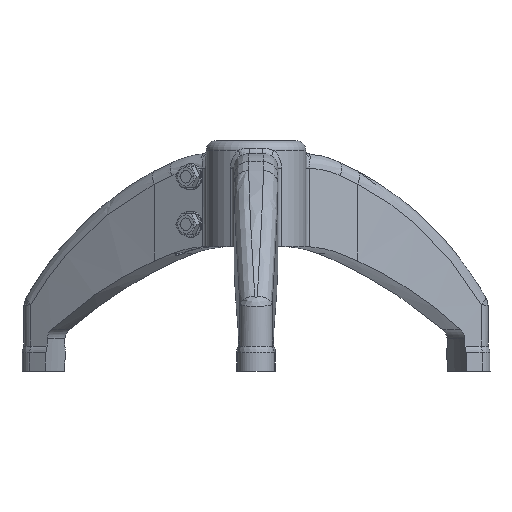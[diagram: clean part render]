
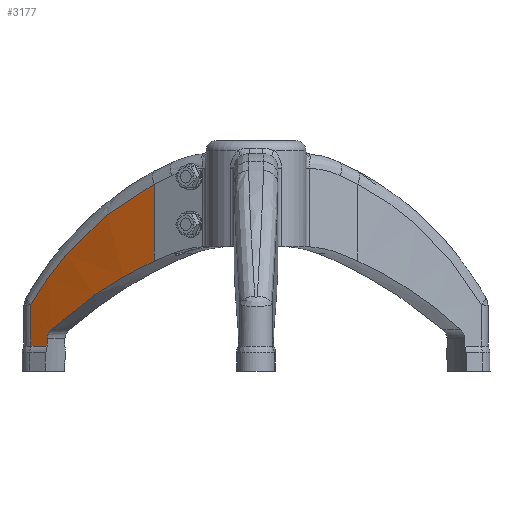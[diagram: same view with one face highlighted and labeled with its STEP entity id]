
A CAD part, front view. The second image highlights one B-rep face of the part: STEP entity #3177.
In plain terms, the highlighted cylindrical face has radius 1500 mm (diameter 3000 mm), a partial arc.
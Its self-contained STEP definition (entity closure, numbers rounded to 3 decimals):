
#198=LINE('',#5841,#320);
#242=LINE('',#9458,#364);
#320=VECTOR('',#3752,1000.);
#364=VECTOR('',#4000,1000.);
#454=CYLINDRICAL_SURFACE('',#3470,1500.);
#570=FACE_OUTER_BOUND('',#770,.T.);
#770=EDGE_LOOP('',(#2582,#2583,#2584,#2585,#2586,#2587,#2588));
#983=CIRCLE('',#3471,1500.);
#1142=B_SPLINE_CURVE_WITH_KNOTS('',3,(#9007,#9008,#9009,#9010,#9011,#9012,
#9013),.UNSPECIFIED.,.F.,.F.,(4,3,4),(36.527,42.46,
47.679),.UNSPECIFIED.);
#1170=B_SPLINE_CURVE_WITH_KNOTS('',3,(#10455,#10456,#10457,#10458,#10459,
#10460,#10461,#10462),.UNSPECIFIED.,.F.,.F.,(4,2,2,4),(0.052,
0.387,0.776,0.916),.UNSPECIFIED.);
#1171=B_SPLINE_CURVE_WITH_KNOTS('',3,(#10463,#10464,#10465,#10466,#10467,
#10468,#10469,#10470,#10471,#10472,#10473,#10474,#10475,#10476,#10477,#10478,
#10479,#10480,#10481,#10482,#10483,#10484,#10485,#10486,#10487,#10488,#10489,
#10490,#10491,#10492,#10493,#10494,#10495,#10496,#10497,#10498,#10499,#10500,
#10501,#10502,#10503,#10504,#10505,#10506,#10507,#10508,#10509,#10510,#10511,
#10512,#10513,#10514,#10515,#10516,#10517,#10518,#10519,#10520,#10521,#10522,
#10523,#10524,#10525,#10526,#10527,#10528,#10529),.UNSPECIFIED.,.F.,.F.,
(4,3,3,3,3,3,3,3,3,3,3,3,3,3,3,3,3,3,3,3,3,3,4),(0.,0.098,0.125,
0.187,0.219,0.234,0.25,
0.34,0.375,0.437,0.469,
0.484,0.492,0.496,0.5,
0.583,0.666,0.687,0.75,0.828,
0.906,0.985,1.),.UNSPECIFIED.);
#1172=B_SPLINE_CURVE_WITH_KNOTS('',3,(#10532,#10533,#10534,#10535),
 .UNSPECIFIED.,.F.,.F.,(4,4),(-13.129,-12.583),
 .UNSPECIFIED.);
#1313=VERTEX_POINT('',#5536);
#1317=VERTEX_POINT('',#5839);
#1411=VERTEX_POINT('',#9001);
#1412=VERTEX_POINT('',#9006);
#1428=VERTEX_POINT('',#9457);
#1438=VERTEX_POINT('',#10454);
#1439=VERTEX_POINT('',#10530);
#1648=EDGE_CURVE('',#1313,#1317,#198,.T.);
#1804=EDGE_CURVE('',#1412,#1411,#1142,.T.);
#1828=EDGE_CURVE('',#1428,#1411,#242,.T.);
#1849=EDGE_CURVE('',#1438,#1412,#1170,.T.);
#1850=EDGE_CURVE('',#1428,#1313,#1171,.T.);
#1851=EDGE_CURVE('',#1317,#1439,#983,.T.);
#1852=EDGE_CURVE('',#1439,#1438,#1172,.T.);
#2582=ORIENTED_EDGE('',*,*,#1849,.T.);
#2583=ORIENTED_EDGE('',*,*,#1804,.T.);
#2584=ORIENTED_EDGE('',*,*,#1828,.F.);
#2585=ORIENTED_EDGE('',*,*,#1850,.T.);
#2586=ORIENTED_EDGE('',*,*,#1648,.T.);
#2587=ORIENTED_EDGE('',*,*,#1851,.T.);
#2588=ORIENTED_EDGE('',*,*,#1852,.T.);
#3177=ADVANCED_FACE('',(#570),#454,.T.);
#3470=AXIS2_PLACEMENT_3D('',#10453,#4021,#4022);
#3471=AXIS2_PLACEMENT_3D('',#10531,#4023,#4024);
#3752=DIRECTION('',(0.,0.,-1.));
#4000=DIRECTION('',(0.,0.,-1.));
#4021=DIRECTION('center_axis',(0.,0.,-1.));
#4022=DIRECTION('ref_axis',(-1.,0.,0.));
#4023=DIRECTION('center_axis',(0.,0.,1.));
#4024=DIRECTION('ref_axis',(-1.,0.,0.));
#5536=CARTESIAN_POINT('',(-180.556,89.29,53.466));
#5839=CARTESIAN_POINT('',(-180.556,89.29,20.268));
#5841=CARTESIAN_POINT('',(-180.556,89.29,185.));
#9001=CARTESIAN_POINT('',(-81.728,26.978,88.398));
#9006=CARTESIAN_POINT('',(-164.119,78.169,33.46));
#9007=CARTESIAN_POINT('Ctrl Pts',(-164.119,78.169,33.46));
#9008=CARTESIAN_POINT('Ctrl Pts',(-151.01,69.424,45.55));
#9009=CARTESIAN_POINT('Ctrl Pts',(-137.016,60.39,56.47));
#9010=CARTESIAN_POINT('Ctrl Pts',(-122.281,51.251,66.087));
#9011=CARTESIAN_POINT('Ctrl Pts',(-109.321,43.214,74.545));
#9012=CARTESIAN_POINT('Ctrl Pts',(-95.778,35.09,82.005));
#9013=CARTESIAN_POINT('Ctrl Pts',(-81.728,26.978,88.398));
#9457=CARTESIAN_POINT('',(-81.728,26.978,150.141));
#9458=CARTESIAN_POINT('',(-81.728,26.978,185.));
#10453=CARTESIAN_POINT('Origin',(668.272,1326.016,185.));
#10454=CARTESIAN_POINT('',(-167.361,80.337,26.08));
#10455=CARTESIAN_POINT('Ctrl Pts',(-167.361,80.337,26.08));
#10456=CARTESIAN_POINT('Ctrl Pts',(-167.312,80.304,27.191));
#10457=CARTESIAN_POINT('Ctrl Pts',(-167.108,80.167,28.285));
#10458=CARTESIAN_POINT('Ctrl Pts',(-166.348,79.658,30.516));
#10459=CARTESIAN_POINT('Ctrl Pts',(-165.748,79.256,31.608));
#10460=CARTESIAN_POINT('Ctrl Pts',(-164.719,78.569,32.866));
#10461=CARTESIAN_POINT('Ctrl Pts',(-164.427,78.374,33.176));
#10462=CARTESIAN_POINT('Ctrl Pts',(-164.119,78.169,33.46));
#10463=CARTESIAN_POINT('Ctrl Pts',(-81.728,26.978,150.141));
#10464=CARTESIAN_POINT('Ctrl Pts',(-85.663,29.25,148.069));
#10465=CARTESIAN_POINT('Ctrl Pts',(-89.535,31.51,145.885));
#10466=CARTESIAN_POINT('Ctrl Pts',(-93.345,33.755,143.589));
#10467=CARTESIAN_POINT('Ctrl Pts',(-94.416,34.386,142.943));
#10468=CARTESIAN_POINT('Ctrl Pts',(-95.482,35.016,142.289));
#10469=CARTESIAN_POINT('Ctrl Pts',(-96.543,35.645,141.626));
#10470=CARTESIAN_POINT('Ctrl Pts',(-98.961,37.078,140.114));
#10471=CARTESIAN_POINT('Ctrl Pts',(-101.353,38.506,138.557));
#10472=CARTESIAN_POINT('Ctrl Pts',(-103.72,39.926,136.954));
#10473=CARTESIAN_POINT('Ctrl Pts',(-104.903,40.637,136.152));
#10474=CARTESIAN_POINT('Ctrl Pts',(-106.081,41.345,135.339));
#10475=CARTESIAN_POINT('Ctrl Pts',(-107.251,42.052,134.514));
#10476=CARTESIAN_POINT('Ctrl Pts',(-107.837,42.406,134.102));
#10477=CARTESIAN_POINT('Ctrl Pts',(-108.42,42.759,133.686));
#10478=CARTESIAN_POINT('Ctrl Pts',(-109.003,43.112,133.268));
#10479=CARTESIAN_POINT('Ctrl Pts',(-109.585,43.465,132.85));
#10480=CARTESIAN_POINT('Ctrl Pts',(-110.167,43.818,132.428));
#10481=CARTESIAN_POINT('Ctrl Pts',(-110.744,44.169,132.005));
#10482=CARTESIAN_POINT('Ctrl Pts',(-114.057,46.182,129.58));
#10483=CARTESIAN_POINT('Ctrl Pts',(-117.308,48.175,127.069));
#10484=CARTESIAN_POINT('Ctrl Pts',(-120.497,50.147,124.471));
#10485=CARTESIAN_POINT('Ctrl Pts',(-121.757,50.926,123.444));
#10486=CARTESIAN_POINT('Ctrl Pts',(-123.007,51.701,122.405));
#10487=CARTESIAN_POINT('Ctrl Pts',(-124.248,52.473,121.351));
#10488=CARTESIAN_POINT('Ctrl Pts',(-126.439,53.837,119.491));
#10489=CARTESIAN_POINT('Ctrl Pts',(-128.6,55.19,117.589));
#10490=CARTESIAN_POINT('Ctrl Pts',(-130.732,56.531,115.645));
#10491=CARTESIAN_POINT('Ctrl Pts',(-131.798,57.202,114.672));
#10492=CARTESIAN_POINT('Ctrl Pts',(-132.856,57.87,113.69));
#10493=CARTESIAN_POINT('Ctrl Pts',(-133.907,58.535,112.696));
#10494=CARTESIAN_POINT('Ctrl Pts',(-134.433,58.868,112.2));
#10495=CARTESIAN_POINT('Ctrl Pts',(-134.957,59.2,111.701));
#10496=CARTESIAN_POINT('Ctrl Pts',(-135.479,59.531,111.199));
#10497=CARTESIAN_POINT('Ctrl Pts',(-135.74,59.697,110.948));
#10498=CARTESIAN_POINT('Ctrl Pts',(-136.,59.862,110.696));
#10499=CARTESIAN_POINT('Ctrl Pts',(-136.26,60.028,110.444));
#10500=CARTESIAN_POINT('Ctrl Pts',(-136.39,60.11,110.318));
#10501=CARTESIAN_POINT('Ctrl Pts',(-136.52,60.193,110.191));
#10502=CARTESIAN_POINT('Ctrl Pts',(-136.65,60.275,110.065));
#10503=CARTESIAN_POINT('Ctrl Pts',(-136.78,60.358,109.938));
#10504=CARTESIAN_POINT('Ctrl Pts',(-136.908,60.44,109.813));
#10505=CARTESIAN_POINT('Ctrl Pts',(-137.039,60.523,109.685));
#10506=CARTESIAN_POINT('Ctrl Pts',(-139.807,62.284,106.976));
#10507=CARTESIAN_POINT('Ctrl Pts',(-142.514,64.02,104.2));
#10508=CARTESIAN_POINT('Ctrl Pts',(-145.162,65.729,101.357));
#10509=CARTESIAN_POINT('Ctrl Pts',(-147.814,67.441,98.51));
#10510=CARTESIAN_POINT('Ctrl Pts',(-150.407,69.126,95.595));
#10511=CARTESIAN_POINT('Ctrl Pts',(-152.94,70.783,92.612));
#10512=CARTESIAN_POINT('Ctrl Pts',(-153.608,71.22,91.826));
#10513=CARTESIAN_POINT('Ctrl Pts',(-154.272,71.655,91.035));
#10514=CARTESIAN_POINT('Ctrl Pts',(-154.931,72.088,90.239));
#10515=CARTESIAN_POINT('Ctrl Pts',(-156.818,73.327,87.963));
#10516=CARTESIAN_POINT('Ctrl Pts',(-158.67,74.549,85.65));
#10517=CARTESIAN_POINT('Ctrl Pts',(-160.49,75.755,83.297));
#10518=CARTESIAN_POINT('Ctrl Pts',(-162.767,77.265,80.353));
#10519=CARTESIAN_POINT('Ctrl Pts',(-164.986,78.744,77.357));
#10520=CARTESIAN_POINT('Ctrl Pts',(-167.147,80.193,74.309));
#10521=CARTESIAN_POINT('Ctrl Pts',(-169.309,81.643,71.259));
#10522=CARTESIAN_POINT('Ctrl Pts',(-171.413,83.062,68.158));
#10523=CARTESIAN_POINT('Ctrl Pts',(-173.459,84.45,65.004));
#10524=CARTESIAN_POINT('Ctrl Pts',(-175.507,85.838,61.848));
#10525=CARTESIAN_POINT('Ctrl Pts',(-177.498,87.195,58.64));
#10526=CARTESIAN_POINT('Ctrl Pts',(-179.431,88.519,55.379));
#10527=CARTESIAN_POINT('Ctrl Pts',(-179.808,88.778,54.744));
#10528=CARTESIAN_POINT('Ctrl Pts',(-180.183,89.035,54.106));
#10529=CARTESIAN_POINT('Ctrl Pts',(-180.556,89.29,53.466));
#10530=CARTESIAN_POINT('',(-167.616,80.508,20.268));
#10531=CARTESIAN_POINT('Origin',(668.272,1326.016,20.268));
#10532=CARTESIAN_POINT('Ctrl Pts',(-167.616,80.508,20.268));
#10533=CARTESIAN_POINT('Ctrl Pts',(-167.531,80.451,22.198));
#10534=CARTESIAN_POINT('Ctrl Pts',(-167.446,80.394,24.136));
#10535=CARTESIAN_POINT('Ctrl Pts',(-167.361,80.337,26.08));
